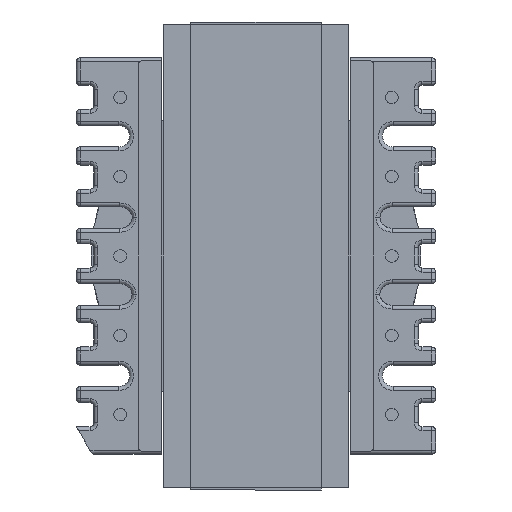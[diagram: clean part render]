
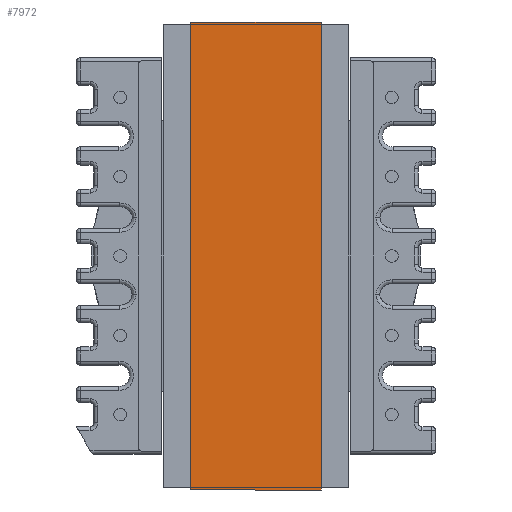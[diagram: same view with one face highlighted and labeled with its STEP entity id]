
A CAD part, front view. The second image highlights one B-rep face of the part: STEP entity #7972.
In plain terms, the highlighted face is planar.
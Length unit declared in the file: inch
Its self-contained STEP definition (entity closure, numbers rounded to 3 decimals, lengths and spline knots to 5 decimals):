
#120 = CARTESIAN_POINT ( 'NONE',  ( 1.36063, -1.15591, 0. ) ) ;
#201 = LINE ( 'NONE', #4966, #14313 ) ;
#332 = CARTESIAN_POINT ( 'NONE',  ( 1.36063, 0.0063, -0.3252 ) ) ;
#485 = LINE ( 'NONE', #16326, #2133 ) ;
#2133 = VECTOR ( 'NONE', #13407, 39.37008 ) ;
#2961 = DIRECTION ( 'NONE',  ( 0., 1., 0. ) ) ;
#3132 = ORIENTED_EDGE ( 'NONE', *, *, #15079, .F. ) ;
#3142 = LINE ( 'NONE', #5978, #17255 ) ;
#3399 = FACE_OUTER_BOUND ( 'NONE', #12487, .T. ) ;
#4196 = AXIS2_PLACEMENT_3D ( 'NONE', #332, #12354, #2961 ) ;
#4847 = VERTEX_POINT ( 'NONE', #13790 ) ;
#4966 = CARTESIAN_POINT ( 'NONE',  ( 1.36063, -1.15591, -0.3252 ) ) ;
#5447 = VERTEX_POINT ( 'NONE', #11944 ) ;
#5978 = CARTESIAN_POINT ( 'NONE',  ( 1.36063, 0.0063, -0.3252 ) ) ;
#6276 = VERTEX_POINT ( 'NONE', #11963 ) ;
#7002 = PLANE ( 'NONE',  #4196 ) ;
#7826 = EDGE_CURVE ( 'NONE', #5447, #4847, #485, .T. ) ;
#7972 = ADVANCED_FACE ( 'NONE', ( #3399 ), #7002, .T. ) ;
#8639 = DIRECTION ( 'NONE',  ( 0., 1., 0. ) ) ;
#9668 = EDGE_CURVE ( 'NONE', #6276, #14048, #201, .T. ) ;
#9739 = ORIENTED_EDGE ( 'NONE', *, *, #13148, .T. ) ;
#11944 = CARTESIAN_POINT ( 'NONE',  ( 1.36063, 0.0063, -0.3252 ) ) ;
#11963 = CARTESIAN_POINT ( 'NONE',  ( 1.36063, -1.15591, -0.3252 ) ) ;
#11967 = ORIENTED_EDGE ( 'NONE', *, *, #9668, .F. ) ;
#12354 = DIRECTION ( 'NONE',  ( 1., 0., 0. ) ) ;
#12487 = EDGE_LOOP ( 'NONE', ( #3132, #11967, #9739, #12652 ) ) ;
#12652 = ORIENTED_EDGE ( 'NONE', *, *, #7826, .T. ) ;
#13036 = LINE ( 'NONE', #16786, #16168 ) ;
#13148 = EDGE_CURVE ( 'NONE', #6276, #5447, #3142, .T. ) ;
#13407 = DIRECTION ( 'NONE',  ( 0., 0., 1. ) ) ;
#13790 = CARTESIAN_POINT ( 'NONE',  ( 1.36063, 0.0063, 0. ) ) ;
#14048 = VERTEX_POINT ( 'NONE', #120 ) ;
#14313 = VECTOR ( 'NONE', #17143, 39.37008 ) ;
#15079 = EDGE_CURVE ( 'NONE', #14048, #4847, #13036, .T. ) ;
#16168 = VECTOR ( 'NONE', #16675, 39.37008 ) ;
#16326 = CARTESIAN_POINT ( 'NONE',  ( 1.36063, 0.0063, -0.3252 ) ) ;
#16675 = DIRECTION ( 'NONE',  ( 0., 1., 0. ) ) ;
#16786 = CARTESIAN_POINT ( 'NONE',  ( 1.36063, 0.0063, 0. ) ) ;
#17143 = DIRECTION ( 'NONE',  ( 0., 0., 1. ) ) ;
#17255 = VECTOR ( 'NONE', #8639, 39.37008 ) ;
